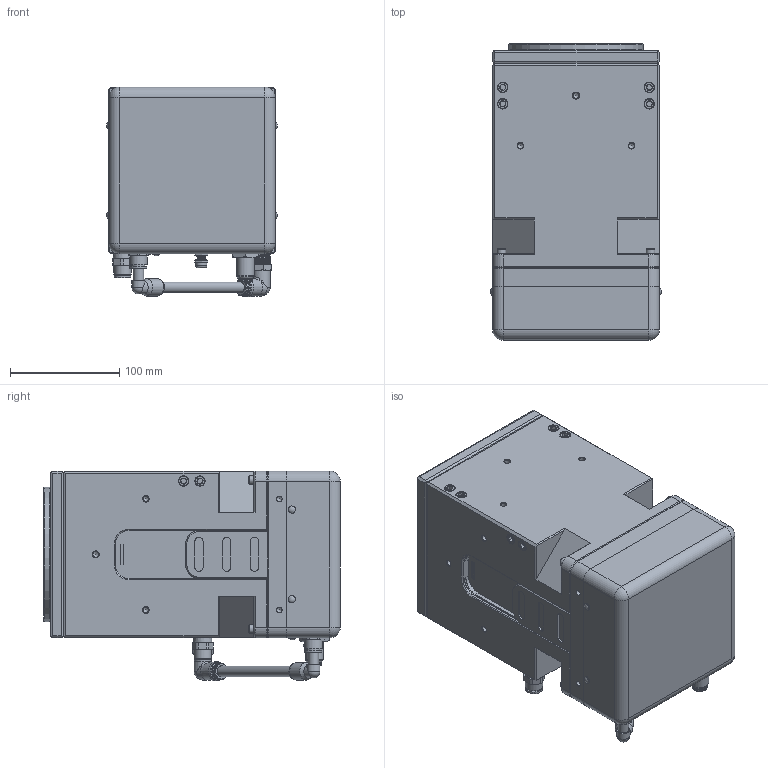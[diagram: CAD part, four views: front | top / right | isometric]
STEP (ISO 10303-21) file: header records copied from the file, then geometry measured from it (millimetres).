
FILE_DESCRIPTION (( 'STEP AP214' ), '1' );
FILE_NAME ('SK-10082 HP125A-15KW-HD-TUBE.STEP', '2021-02-17T20:53:01', ( '' ), ( '' ), 'SwSTEP 2.0', 'SolidWorks 2019', '' );
FILE_SCHEMA (( 'AUTOMOTIVE_DESIGN' ));
Length unit declared in the file: millimetre
Products named in the file (19): USB TYP B FCI 61729; 103634B BOÎTIER ARRIÈRE, HP125A-15KW-HD; 101663 (6-32 x1_4 BHH); 5779K117; 103639A SUPPORT FITTING, HP125A-15KW-HD; 10-32_3-4 91251A345_BLACK-OXIDE ALLOY STEEL SOCKET HEAD CAP SCREW_91251A345; 5779K337_5779K337; 105416C TUBE REFROIDIT HP125-TUBE; 103633B MASSE CUIVRE, HP125A-15KW-HD; 105417B PORTE COULISSANTE HP-TUBE; SK-10082 HP125A-15KW-HD-TUBE; 5779K444_5779K444; CD08MW-BR; 50785K112 1_8 NPT_50785K112; 105418A Couvercle HP125-TUBE; 104624B IRIS MOLETÉ; 51025K143_51025K143; 22713 (6-32 x3_8 BHH); TUBE 3-8 HPTUBE
Assembly tree (41 placements, depth 2):
  SK-10082 HP125A-15KW-HD-TUBE
    103633B MASSE CUIVRE, HP125A-15KW-HD
    103634B BOÎTIER ARRIÈRE, HP125A-15KW-HD
    103639A SUPPORT FITTING, HP125A-15KW-HD
    CD08MW-BR
    USB TYP B FCI 61729
    105416C TUBE REFROIDIT HP125-TUBE
    105418A Couvercle HP125-TUBE
    104624B IRIS MOLETÉ
    10-32_3-4 91251A345_BLACK-OXIDE ALLOY STEEL SOCKET HEAD CAP SCREW_91251A345  x12
    5779K444_5779K444
    5779K117  x2
    51025K143_51025K143
    5779K337_5779K337
    TUBE 3-8 HPTUBE
    105417B PORTE COULISSANTE HP-TUBE  x2
    101663 (6-32 x1_4 BHH)  x4
    22713 (6-32 x3_8 BHH)  x3
    50785K112 1_8 NPT_50785K112  x6
Bounding box: 156.04 x 271.05 x 191.88 mm (x, y, z)
Volume: 2287177.4 mm3; surface area: 534385.3 mm2
Topology: 45 solids, 46 shells, 2024 faces, 4841 edges, 2971 vertices
Faces by surface type: plane 1066, cylinder 463, cone 392, bspline 73, sphere 19, torus 11
Full cylindrical faces by diameter (mm): 3.505 x7, 3.797 x1, 3.9 x6, 4.039 x16, 4.826 x12, 5 x8, 5.08 x2, 5.105 x22, 6.299 x2, 6.325 x1, 6.35 x3, 6.655 x7, 6.8 x6, 7.874 x1, 7.925 x12, 8 x4, 8.001 x2, 8.433 x6, 8.509 x1, 9.525 x16, 10.272 x2, 11.125 x4, 11.303 x1, 11.557 x1, 11.56 x1, 11.8 x2, 11.811 x1, 12.002 x2, 12.065 x4, 12.573 x1
Entity records: 57724 total; most frequent: CARTESIAN_POINT 19036, DIRECTION 7169, ORIENTED_EDGE 7142, EDGE_CURVE 3585, AXIS2_PLACEMENT_3D 2491, VERTEX_POINT 2400, VECTOR 2187, LINE 2187
